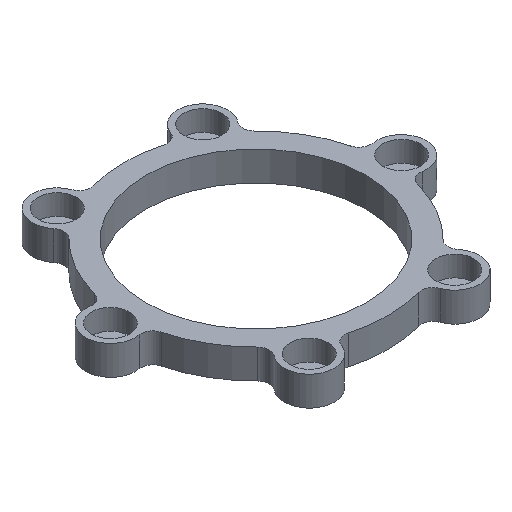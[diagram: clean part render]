
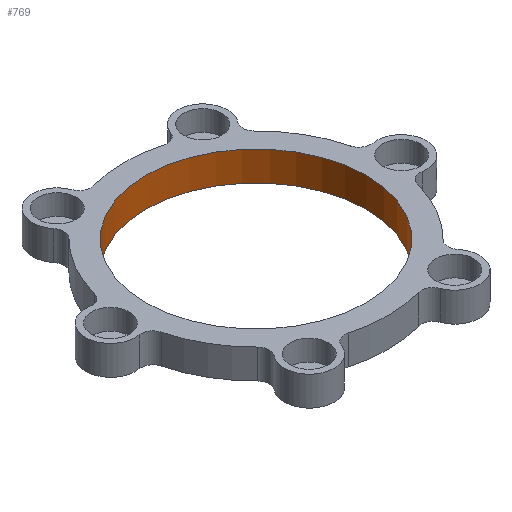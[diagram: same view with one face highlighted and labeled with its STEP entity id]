
A CAD part, isometric view. The second image highlights one B-rep face of the part: STEP entity #769.
In plain terms, the highlighted cylindrical face has radius 18.75 mm (diameter 37.5 mm), a full revolution.
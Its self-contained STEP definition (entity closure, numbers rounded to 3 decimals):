
#67=FACE_OUTER_BOUND('',#112,.T.);
#112=EDGE_LOOP('',(#582,#583,#584,#585));
#177=LINE('',#1358,#214);
#214=VECTOR('',#1106,18.75);
#275=CIRCLE('',#886,18.75);
#276=CIRCLE('',#887,18.75);
#349=VERTEX_POINT('',#1355);
#350=VERTEX_POINT('',#1357);
#447=EDGE_CURVE('',#349,#349,#275,.T.);
#448=EDGE_CURVE('',#349,#350,#177,.T.);
#449=EDGE_CURVE('',#350,#350,#276,.T.);
#582=ORIENTED_EDGE('',*,*,#447,.F.);
#583=ORIENTED_EDGE('',*,*,#448,.T.);
#584=ORIENTED_EDGE('',*,*,#449,.F.);
#585=ORIENTED_EDGE('',*,*,#448,.F.);
#732=CYLINDRICAL_SURFACE('',#885,18.75);
#769=ADVANCED_FACE('',(#67),#732,.F.);
#885=AXIS2_PLACEMENT_3D('',#1354,#1102,#1103);
#886=AXIS2_PLACEMENT_3D('',#1356,#1104,#1105);
#887=AXIS2_PLACEMENT_3D('',#1359,#1107,#1108);
#1102=DIRECTION('center_axis',(0.,0.,1.));
#1103=DIRECTION('ref_axis',(1.,0.,0.));
#1104=DIRECTION('center_axis',(0.,0.,-1.));
#1105=DIRECTION('ref_axis',(1.,0.,0.));
#1106=DIRECTION('',(0.,0.,-1.));
#1107=DIRECTION('center_axis',(0.,0.,1.));
#1108=DIRECTION('ref_axis',(1.,0.,0.));
#1354=CARTESIAN_POINT('Origin',(0.,0.,-77.638));
#1355=CARTESIAN_POINT('',(-18.75,0.,0.));
#1356=CARTESIAN_POINT('Origin',(0.,0.,0.));
#1357=CARTESIAN_POINT('',(-18.75,0.,-5.));
#1358=CARTESIAN_POINT('',(-18.75,0.,-77.638));
#1359=CARTESIAN_POINT('Origin',(0.,0.,-5.));
